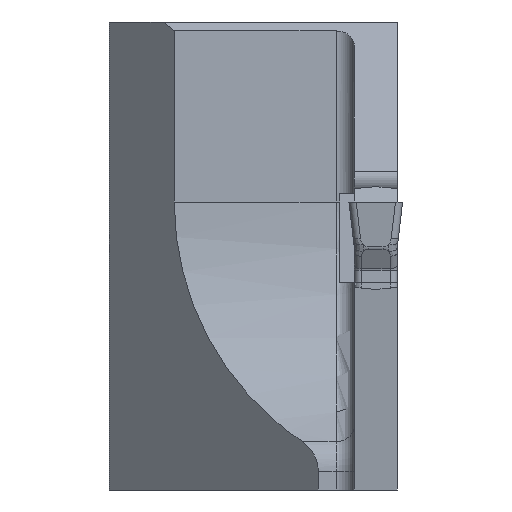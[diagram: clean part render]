
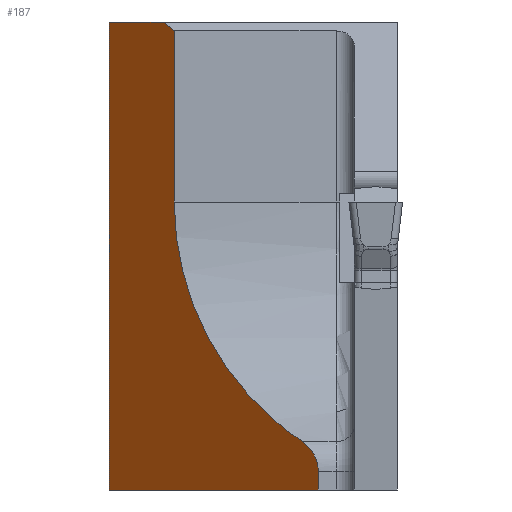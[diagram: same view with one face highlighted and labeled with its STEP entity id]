
A CAD part, left-side view. The second image highlights one B-rep face of the part: STEP entity #187.
In plain terms, the highlighted planar face has unit normal (-0.707, 0.707, 0).
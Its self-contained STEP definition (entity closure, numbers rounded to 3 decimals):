
#144=ELLIPSE('',#1693,2.828,2.);
#148=ELLIPSE('',#1716,22.627,16.);
#187=ADVANCED_FACE('',(#331),#276,.F.);
#276=PLANE('',#1729);
#331=FACE_OUTER_BOUND('',#427,.T.);
#427=EDGE_LOOP('',(#662,#663,#664,#665,#666,#667,#668,#669));
#662=ORIENTED_EDGE('',*,*,#1224,.F.);
#663=ORIENTED_EDGE('',*,*,#1227,.F.);
#664=ORIENTED_EDGE('',*,*,#1202,.F.);
#665=ORIENTED_EDGE('',*,*,#1221,.F.);
#666=ORIENTED_EDGE('',*,*,#1195,.F.);
#667=ORIENTED_EDGE('',*,*,#1190,.F.);
#668=ORIENTED_EDGE('',*,*,#1184,.F.);
#669=ORIENTED_EDGE('',*,*,#1188,.F.);
#1035=VERTEX_POINT('',#2265);
#1036=VERTEX_POINT('',#2267);
#1039=VERTEX_POINT('',#2274);
#1040=VERTEX_POINT('',#2279);
#1042=VERTEX_POINT('',#2287);
#1045=VERTEX_POINT('',#2298);
#1046=VERTEX_POINT('',#2300);
#1056=VERTEX_POINT('',#2344);
#1184=EDGE_CURVE('',#1035,#1036,#1420,.T.);
#1188=EDGE_CURVE('',#1039,#1035,#144,.T.);
#1190=EDGE_CURVE('',#1036,#1040,#1424,.T.);
#1195=EDGE_CURVE('',#1040,#1042,#1428,.T.);
#1202=EDGE_CURVE('',#1045,#1046,#1435,.T.);
#1221=EDGE_CURVE('',#1042,#1045,#1450,.T.);
#1224=EDGE_CURVE('',#1056,#1039,#148,.T.);
#1227=EDGE_CURVE('',#1046,#1056,#1454,.T.);
#1420=LINE('',#2266,#1562);
#1424=LINE('',#2278,#1566);
#1428=LINE('',#2286,#1570);
#1435=LINE('',#2299,#1577);
#1450=LINE('',#2337,#1592);
#1454=LINE('',#2349,#1596);
#1562=VECTOR('',#1850,1.);
#1566=VECTOR('',#1862,1.);
#1570=VECTOR('',#1870,1.);
#1577=VECTOR('',#1881,1.);
#1592=VECTOR('',#1922,1.);
#1596=VECTOR('',#1938,1.);
#1693=AXIS2_PLACEMENT_3D('',#2275,#1856,#1857);
#1716=AXIS2_PLACEMENT_3D('',#2343,#1931,#1932);
#1729=AXIS2_PLACEMENT_3D('',#2381,#1961,#1962);
#1850=DIRECTION('',(0.,0.,-1.));
#1856=DIRECTION('',(0.707,-0.707,0.));
#1857=DIRECTION('',(-0.707,-0.707,0.));
#1862=DIRECTION('',(0.707,0.707,0.));
#1870=DIRECTION('',(0.,0.,1.));
#1881=DIRECTION('',(-0.614,-0.614,-0.497));
#1922=DIRECTION('',(-0.707,-0.707,0.));
#1931=DIRECTION('',(-0.707,0.707,0.));
#1932=DIRECTION('',(-0.707,-0.707,0.));
#1938=DIRECTION('',(0.,0.,-1.));
#1961=DIRECTION('',(0.707,-0.707,0.));
#1962=DIRECTION('',(0.707,0.707,0.));
#2265=CARTESIAN_POINT('',(8.,4.4,-14.967));
#2266=CARTESIAN_POINT('',(8.,4.4,30.));
#2267=CARTESIAN_POINT('',(8.,4.4,-16.));
#2274=CARTESIAN_POINT('',(8.889,5.289,-13.304));
#2275=CARTESIAN_POINT('',(10.,6.4,-14.967));
#2278=CARTESIAN_POINT('',(19.6,16.,-16.));
#2279=CARTESIAN_POINT('',(19.6,16.,-16.));
#2286=CARTESIAN_POINT('',(19.6,16.,30.));
#2287=CARTESIAN_POINT('',(19.6,16.,10.));
#2298=CARTESIAN_POINT('',(16.614,13.014,10.));
#2299=CARTESIAN_POINT('',(24.961,21.361,16.759));
#2300=CARTESIAN_POINT('',(16.,12.4,9.502));
#2337=CARTESIAN_POINT('',(19.6,16.,10.));
#2343=CARTESIAN_POINT('',(0.,-3.6,0.));
#2344=CARTESIAN_POINT('',(16.,12.4,0.));
#2349=CARTESIAN_POINT('',(16.,12.4,30.));
#2381=CARTESIAN_POINT('',(19.6,16.,30.));
